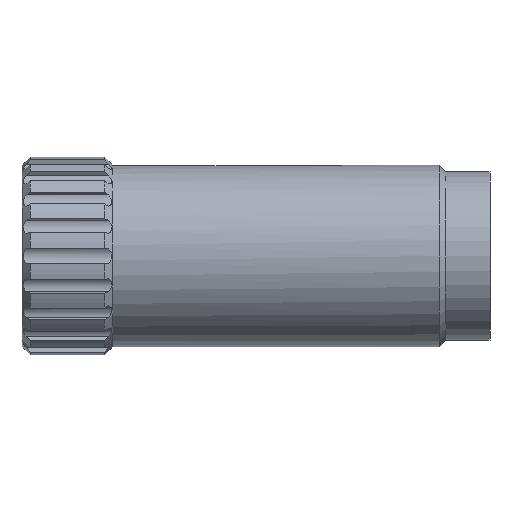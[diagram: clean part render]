
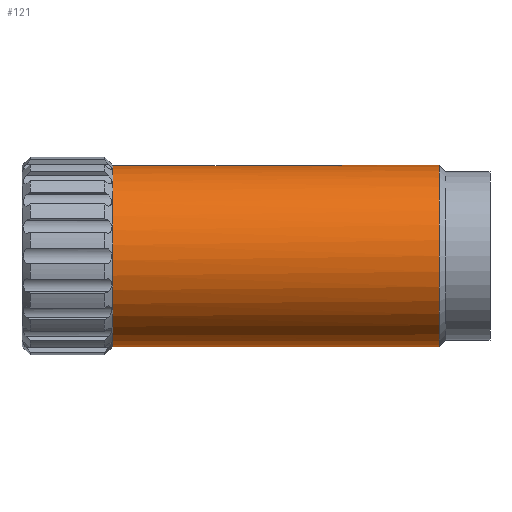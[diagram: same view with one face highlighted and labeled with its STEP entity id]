
A CAD part, front view. The second image highlights one B-rep face of the part: STEP entity #121.
In plain terms, the highlighted cylindrical face has radius 3 mm (diameter 6 mm), a full revolution.
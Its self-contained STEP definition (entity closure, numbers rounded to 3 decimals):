
#121 = ADVANCED_FACE( '', ( #258, #259 ), #260, .T. );
#258 = FACE_OUTER_BOUND( '', #445, .T. );
#259 = FACE_OUTER_BOUND( '', #446, .T. );
#260 = CYLINDRICAL_SURFACE( '', #447, 3. );
#445 = EDGE_LOOP( '', ( #938 ) );
#446 = EDGE_LOOP( '', ( #939 ) );
#447 = AXIS2_PLACEMENT_3D( '', #940, #941, #942 );
#938 = ORIENTED_EDGE( '', *, *, #1385, .T. );
#939 = ORIENTED_EDGE( '', *, *, #1497, .F. );
#940 = CARTESIAN_POINT( '', ( 15.5, 0., 0. ) );
#941 = DIRECTION( '', ( -1., 0., 0. ) );
#942 = DIRECTION( '', ( 0., 0., -1. ) );
#1385 = EDGE_CURVE( '', #1715, #1715, #1716, .T. );
#1497 = EDGE_CURVE( '', #1895, #1895, #1896, .T. );
#1715 = VERTEX_POINT( '', #2463 );
#1716 = CIRCLE( '', #2464, 3. );
#1895 = VERTEX_POINT( '', #2944 );
#1896 = CIRCLE( '', #2945, 3. );
#2463 = CARTESIAN_POINT( '', ( 3.007, 0., -3. ) );
#2464 = AXIS2_PLACEMENT_3D( '', #3172, #3173, #3174 );
#2944 = CARTESIAN_POINT( '', ( 13.826, 0., -3. ) );
#2945 = AXIS2_PLACEMENT_3D( '', #3245, #3246, #3247 );
#3172 = CARTESIAN_POINT( '', ( 3.007, 0., 0. ) );
#3173 = DIRECTION( '', ( 1., 0., 0. ) );
#3174 = DIRECTION( '', ( 0., 0., -1. ) );
#3245 = CARTESIAN_POINT( '', ( 13.826, 0., 0. ) );
#3246 = DIRECTION( '', ( 1., 0., 0. ) );
#3247 = DIRECTION( '', ( 0., 0., -1. ) );
